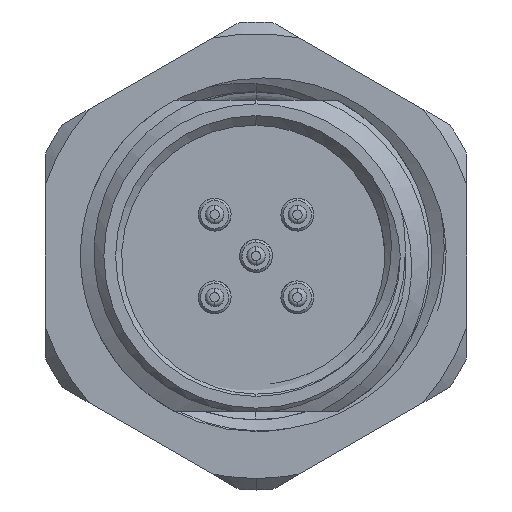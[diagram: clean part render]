
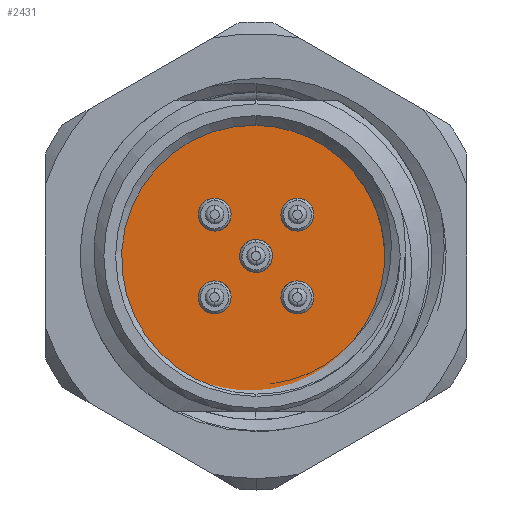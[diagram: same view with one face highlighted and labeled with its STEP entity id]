
A CAD part, left-side view. The second image highlights one B-rep face of the part: STEP entity #2431.
In plain terms, the highlighted planar face has unit normal (-1, 0, 0).
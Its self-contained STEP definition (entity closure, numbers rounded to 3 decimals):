
#125 = AXIS2_PLACEMENT_3D ( 'NONE', #5301, #5245, #9068 ) ;
#129 = ORIENTED_EDGE ( 'NONE', *, *, #2502, .F. ) ;
#263 = CARTESIAN_POINT ( 'NONE',  ( -13., -6., 0. ) ) ;
#326 = DIRECTION ( 'NONE',  ( -1., 0., 0. ) ) ;
#369 = VERTEX_POINT ( 'NONE', #7065 ) ;
#727 = FACE_BOUND ( 'NONE', #7693, .T. ) ;
#844 = FACE_BOUND ( 'NONE', #1025, .T. ) ;
#901 = AXIS2_PLACEMENT_3D ( 'NONE', #9451, #6625, #6497 ) ;
#1025 = EDGE_LOOP ( 'NONE', ( #3803, #4884 ) ) ;
#1198 = CARTESIAN_POINT ( 'NONE',  ( -13., 1.768, -1.768 ) ) ;
#1230 = EDGE_CURVE ( 'NONE', #1323, #8954, #8507, .T. ) ;
#1247 = DIRECTION ( 'NONE',  ( -1., 0., 0. ) ) ;
#1258 = EDGE_LOOP ( 'NONE', ( #6368, #5328 ) ) ;
#1323 = VERTEX_POINT ( 'NONE', #263 ) ;
#1341 = EDGE_CURVE ( 'NONE', #5521, #4291, #7318, .T. ) ;
#1421 = DIRECTION ( 'NONE',  ( 0., 1., 0. ) ) ;
#1545 = CARTESIAN_POINT ( 'NONE',  ( -13., 0., 0. ) ) ;
#1768 = FACE_BOUND ( 'NONE', #1258, .T. ) ;
#2186 = ORIENTED_EDGE ( 'NONE', *, *, #9124, .F. ) ;
#2235 = CARTESIAN_POINT ( 'NONE',  ( -13., 0., 0. ) ) ;
#2349 = DIRECTION ( 'NONE',  ( 1., 0., 0. ) ) ;
#2431 = ADVANCED_FACE ( 'NONE', ( #727, #6478, #10162, #844, #1768, #4494 ), #6415, .T. ) ;
#2502 = EDGE_CURVE ( 'NONE', #8954, #1323, #4172, .T. ) ;
#2512 = DIRECTION ( 'NONE',  ( -1., 0., 0. ) ) ;
#3167 = DIRECTION ( 'NONE',  ( 0., -1., 0. ) ) ;
#3177 = AXIS2_PLACEMENT_3D ( 'NONE', #11497, #6074, #1421 ) ;
#3223 = AXIS2_PLACEMENT_3D ( 'NONE', #3347, #326, #3405 ) ;
#3263 = CIRCLE ( 'NONE', #3457, 0.7 ) ;
#3347 = CARTESIAN_POINT ( 'NONE',  ( -13., 1.768, 1.768 ) ) ;
#3355 = DIRECTION ( 'NONE',  ( 0., -1., 0. ) ) ;
#3389 = AXIS2_PLACEMENT_3D ( 'NONE', #4674, #8274, #3568 ) ;
#3405 = DIRECTION ( 'NONE',  ( 0., -1., 0. ) ) ;
#3437 = VERTEX_POINT ( 'NONE', #6520 ) ;
#3457 = AXIS2_PLACEMENT_3D ( 'NONE', #9241, #2512, #4540 ) ;
#3558 = CARTESIAN_POINT ( 'NONE',  ( -13., 2.468, 1.768 ) ) ;
#3568 = DIRECTION ( 'NONE',  ( 0., -1., 0. ) ) ;
#3723 = EDGE_CURVE ( 'NONE', #3729, #8200, #9904, .T. ) ;
#3729 = VERTEX_POINT ( 'NONE', #7063 ) ;
#3803 = ORIENTED_EDGE ( 'NONE', *, *, #1341, .F. ) ;
#3917 = ORIENTED_EDGE ( 'NONE', *, *, #3723, .F. ) ;
#4100 = CARTESIAN_POINT ( 'NONE',  ( -13., -2.468, -1.768 ) ) ;
#4172 = CIRCLE ( 'NONE', #8130, 6. ) ;
#4252 = CIRCLE ( 'NONE', #10155, 0.7 ) ;
#4291 = VERTEX_POINT ( 'NONE', #11889 ) ;
#4350 = VERTEX_POINT ( 'NONE', #8687 ) ;
#4381 = EDGE_LOOP ( 'NONE', ( #3917, #11384 ) ) ;
#4494 = FACE_OUTER_BOUND ( 'NONE', #6706, .T. ) ;
#4540 = DIRECTION ( 'NONE',  ( 0., -1., 0. ) ) ;
#4633 = CIRCLE ( 'NONE', #6215, 0.7 ) ;
#4639 = AXIS2_PLACEMENT_3D ( 'NONE', #1198, #9483, #4858 ) ;
#4674 = CARTESIAN_POINT ( 'NONE',  ( -13., 0., 0. ) ) ;
#4858 = DIRECTION ( 'NONE',  ( 0., -1., 0. ) ) ;
#4884 = ORIENTED_EDGE ( 'NONE', *, *, #8189, .F. ) ;
#5142 = DIRECTION ( 'NONE',  ( 0., -1., 0. ) ) ;
#5143 = CARTESIAN_POINT ( 'NONE',  ( -13., 2.468, -1.768 ) ) ;
#5145 = AXIS2_PLACEMENT_3D ( 'NONE', #7807, #1247, #3167 ) ;
#5206 = CARTESIAN_POINT ( 'NONE',  ( -13., 1.768, 1.768 ) ) ;
#5245 = DIRECTION ( 'NONE',  ( -1., 0., 0. ) ) ;
#5301 = CARTESIAN_POINT ( 'NONE',  ( -13., 0., 0. ) ) ;
#5317 = DIRECTION ( 'NONE',  ( 0., -1., 0. ) ) ;
#5328 = ORIENTED_EDGE ( 'NONE', *, *, #10346, .F. ) ;
#5521 = VERTEX_POINT ( 'NONE', #4100 ) ;
#5622 = VERTEX_POINT ( 'NONE', #5143 ) ;
#5668 = EDGE_CURVE ( 'NONE', #8200, #3729, #8749, .T. ) ;
#5857 = EDGE_LOOP ( 'NONE', ( #2186, #7354 ) ) ;
#6074 = DIRECTION ( 'NONE',  ( 1., 0., 0. ) ) ;
#6137 = DIRECTION ( 'NONE',  ( -1., 0., 0. ) ) ;
#6215 = AXIS2_PLACEMENT_3D ( 'NONE', #7299, #9943, #10927 ) ;
#6236 = CIRCLE ( 'NONE', #901, 0.7 ) ;
#6368 = ORIENTED_EDGE ( 'NONE', *, *, #9239, .F. ) ;
#6415 = PLANE ( 'NONE',  #3389 ) ;
#6478 = FACE_BOUND ( 'NONE', #4381, .T. ) ;
#6497 = DIRECTION ( 'NONE',  ( 0., -1., 0. ) ) ;
#6520 = CARTESIAN_POINT ( 'NONE',  ( -13., -2.468, 1.768 ) ) ;
#6625 = DIRECTION ( 'NONE',  ( -1., 0., 0. ) ) ;
#6706 = EDGE_LOOP ( 'NONE', ( #129, #8965 ) ) ;
#6881 = DIRECTION ( 'NONE',  ( -1., 0., 0. ) ) ;
#7063 = CARTESIAN_POINT ( 'NONE',  ( -13., 1.068, 1.768 ) ) ;
#7065 = CARTESIAN_POINT ( 'NONE',  ( -13., -1.068, 1.768 ) ) ;
#7149 = VERTEX_POINT ( 'NONE', #9024 ) ;
#7299 = CARTESIAN_POINT ( 'NONE',  ( -13., 1.768, -1.768 ) ) ;
#7318 = CIRCLE ( 'NONE', #5145, 0.7 ) ;
#7354 = ORIENTED_EDGE ( 'NONE', *, *, #9587, .F. ) ;
#7363 = DIRECTION ( 'NONE',  ( -1., 0., 0. ) ) ;
#7661 = EDGE_CURVE ( 'NONE', #5622, #7149, #4633, .T. ) ;
#7693 = EDGE_LOOP ( 'NONE', ( #9573, #8879 ) ) ;
#7807 = CARTESIAN_POINT ( 'NONE',  ( -13., -1.768, -1.768 ) ) ;
#8130 = AXIS2_PLACEMENT_3D ( 'NONE', #2235, #2349, #11675 ) ;
#8154 = AXIS2_PLACEMENT_3D ( 'NONE', #5206, #6137, #3355 ) ;
#8189 = EDGE_CURVE ( 'NONE', #4291, #5521, #3263, .T. ) ;
#8200 = VERTEX_POINT ( 'NONE', #3558 ) ;
#8221 = AXIS2_PLACEMENT_3D ( 'NONE', #9827, #6881, #5142 ) ;
#8274 = DIRECTION ( 'NONE',  ( -1., 0., 0. ) ) ;
#8410 = CIRCLE ( 'NONE', #4639, 0.7 ) ;
#8507 = CIRCLE ( 'NONE', #3177, 6. ) ;
#8687 = CARTESIAN_POINT ( 'NONE',  ( -13., 0.7, 0. ) ) ;
#8749 = CIRCLE ( 'NONE', #8154, 0.7 ) ;
#8879 = ORIENTED_EDGE ( 'NONE', *, *, #7661, .F. ) ;
#8954 = VERTEX_POINT ( 'NONE', #10577 ) ;
#8965 = ORIENTED_EDGE ( 'NONE', *, *, #1230, .F. ) ;
#9024 = CARTESIAN_POINT ( 'NONE',  ( -13., 1.068, -1.768 ) ) ;
#9068 = DIRECTION ( 'NONE',  ( 0., -1., 0. ) ) ;
#9124 = EDGE_CURVE ( 'NONE', #11917, #4350, #4252, .T. ) ;
#9239 = EDGE_CURVE ( 'NONE', #3437, #369, #6236, .T. ) ;
#9241 = CARTESIAN_POINT ( 'NONE',  ( -13., -1.768, -1.768 ) ) ;
#9451 = CARTESIAN_POINT ( 'NONE',  ( -13., -1.768, 1.768 ) ) ;
#9483 = DIRECTION ( 'NONE',  ( -1., 0., 0. ) ) ;
#9573 = ORIENTED_EDGE ( 'NONE', *, *, #11457, .F. ) ;
#9587 = EDGE_CURVE ( 'NONE', #4350, #11917, #12152, .T. ) ;
#9827 = CARTESIAN_POINT ( 'NONE',  ( -13., -1.768, 1.768 ) ) ;
#9904 = CIRCLE ( 'NONE', #3223, 0.7 ) ;
#9943 = DIRECTION ( 'NONE',  ( -1., 0., 0. ) ) ;
#10155 = AXIS2_PLACEMENT_3D ( 'NONE', #1545, #7363, #5317 ) ;
#10162 = FACE_BOUND ( 'NONE', #5857, .T. ) ;
#10313 = CARTESIAN_POINT ( 'NONE',  ( -13., -0.7, 0. ) ) ;
#10346 = EDGE_CURVE ( 'NONE', #369, #3437, #11164, .T. ) ;
#10577 = CARTESIAN_POINT ( 'NONE',  ( -13., 6., 0. ) ) ;
#10927 = DIRECTION ( 'NONE',  ( 0., -1., 0. ) ) ;
#11164 = CIRCLE ( 'NONE', #8221, 0.7 ) ;
#11384 = ORIENTED_EDGE ( 'NONE', *, *, #5668, .F. ) ;
#11457 = EDGE_CURVE ( 'NONE', #7149, #5622, #8410, .T. ) ;
#11497 = CARTESIAN_POINT ( 'NONE',  ( -13., 0., 0. ) ) ;
#11675 = DIRECTION ( 'NONE',  ( 0., 1., 0. ) ) ;
#11889 = CARTESIAN_POINT ( 'NONE',  ( -13., -1.068, -1.768 ) ) ;
#11917 = VERTEX_POINT ( 'NONE', #10313 ) ;
#12152 = CIRCLE ( 'NONE', #125, 0.7 ) ;
